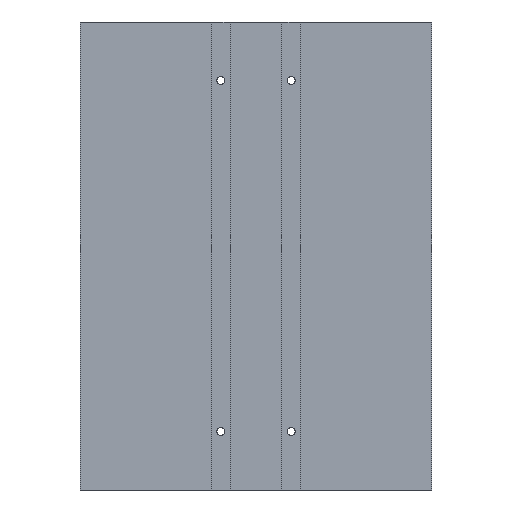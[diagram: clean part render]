
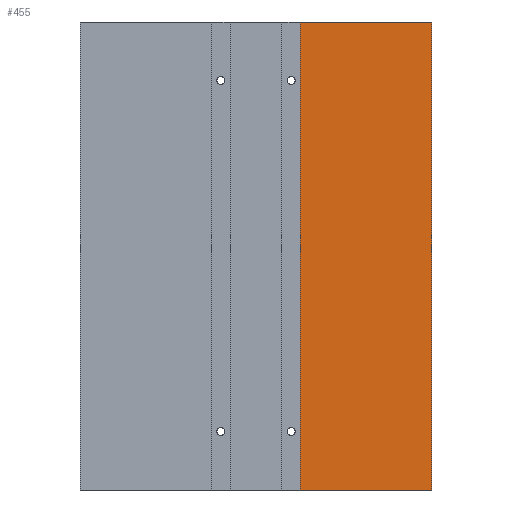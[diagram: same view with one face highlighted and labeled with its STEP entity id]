
A CAD part, front view. The second image highlights one B-rep face of the part: STEP entity #455.
In plain terms, the highlighted planar face has unit normal (0, -1, 0).
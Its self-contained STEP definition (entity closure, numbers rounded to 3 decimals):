
#25=PLANE('',#509);
#47=FACE_OUTER_BOUND('',#71,.T.);
#71=EDGE_LOOP('',(#347,#348,#349,#350));
#103=LINE('',#694,#155);
#104=LINE('',#697,#156);
#105=LINE('',#699,#157);
#106=LINE('',#700,#158);
#155=VECTOR('',#573,10.);
#156=VECTOR('',#576,10.);
#157=VECTOR('',#577,10.);
#158=VECTOR('',#578,10.);
#225=VERTEX_POINT('',#690);
#226=VERTEX_POINT('',#692);
#227=VERTEX_POINT('',#696);
#228=VERTEX_POINT('',#698);
#275=EDGE_CURVE('',#225,#226,#103,.T.);
#276=EDGE_CURVE('',#227,#225,#104,.T.);
#277=EDGE_CURVE('',#228,#226,#105,.T.);
#278=EDGE_CURVE('',#227,#228,#106,.T.);
#347=ORIENTED_EDGE('',*,*,#276,.T.);
#348=ORIENTED_EDGE('',*,*,#275,.T.);
#349=ORIENTED_EDGE('',*,*,#277,.F.);
#350=ORIENTED_EDGE('',*,*,#278,.F.);
#455=ADVANCED_FACE('',(#47),#25,.T.);
#509=AXIS2_PLACEMENT_3D('',#695,#574,#575);
#573=DIRECTION('',(0.,0.,1.));
#574=DIRECTION('center_axis',(0.,-1.,0.));
#575=DIRECTION('ref_axis',(1.,0.,0.));
#576=DIRECTION('',(1.,0.,0.));
#577=DIRECTION('',(1.,0.,0.));
#578=DIRECTION('',(0.,0.,1.));
#690=CARTESIAN_POINT('',(75.,-15.,0.));
#692=CARTESIAN_POINT('',(75.,-15.,200.));
#694=CARTESIAN_POINT('',(75.,-15.,0.));
#695=CARTESIAN_POINT('Origin',(19.,-15.,0.));
#696=CARTESIAN_POINT('',(19.,-15.,0.));
#697=CARTESIAN_POINT('',(19.,-15.,0.));
#698=CARTESIAN_POINT('',(19.,-15.,200.));
#699=CARTESIAN_POINT('',(19.,-15.,200.));
#700=CARTESIAN_POINT('',(19.,-15.,0.));
